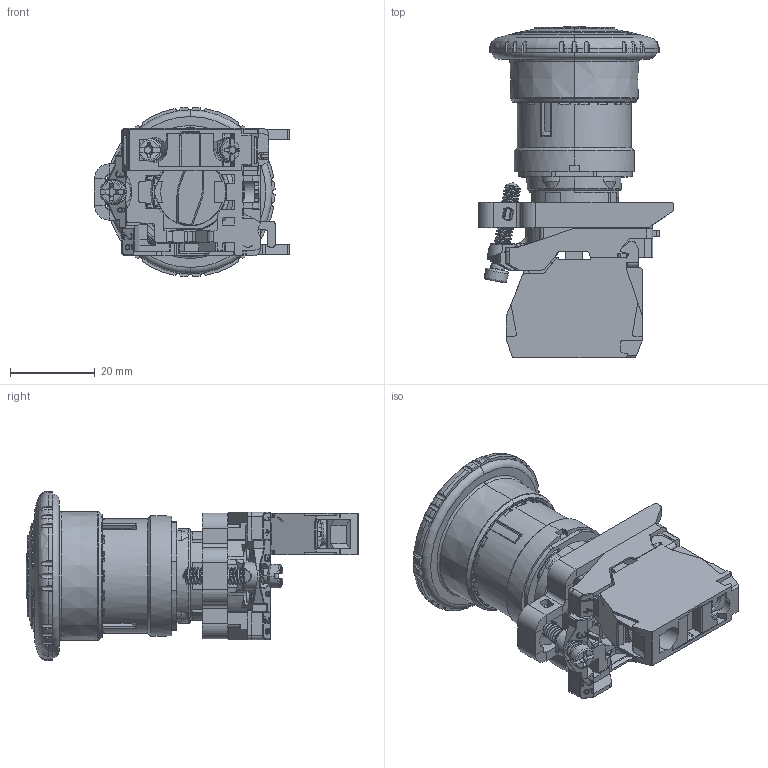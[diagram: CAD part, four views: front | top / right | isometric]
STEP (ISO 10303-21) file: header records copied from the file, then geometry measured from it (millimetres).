
FILE_DESCRIPTION((''),'2;1');
FILE_NAME('XB4BS542_ASM','2023-07-01T',('Administrator'),('zyb.com'),'PRO/ENGINEER BY PARAMETRIC TECHNOLOGY CORPORATION, 2010280','PRO/ENGINEER BY PARAMETRIC TECHNOLOGY CORPORATION, 2010280','');
FILE_SCHEMA(('AUTOMOTIVE_DESIGN { 1 0 10303 214 1 1 1 1 }'));
Length unit declared in the file: millimetre
Products named in the file (4): ZB4BE009; ZBE102; ZB4BS54C; XB4BS542_ASM
Assembly tree (3 placements, depth 2):
  XB4BS542_ASM
    ZB4BE009
    ZBE102
    ZB4BS54C
Bounding box: 46 x 78.3 x 39.98 mm (x, y, z)
Volume: 40851.2 mm3; surface area: 21452.9 mm2
Topology: 14 solids, 21 shells, 3707 faces, 10137 edges, 6511 vertices
Faces by surface type: plane 2099, cylinder 1091, bspline 190, torus 172, cone 119, sphere 36
Entity records: 158557 total; most frequent: CARTESIAN_POINT 39415, ORIENTED_EDGE 20262, DIRECTION 18424, EDGE_CURVE 10131, VERTEX_POINT 6511, VECTOR 6508, LINE 6508, AXIS2_PLACEMENT_3D 5958
